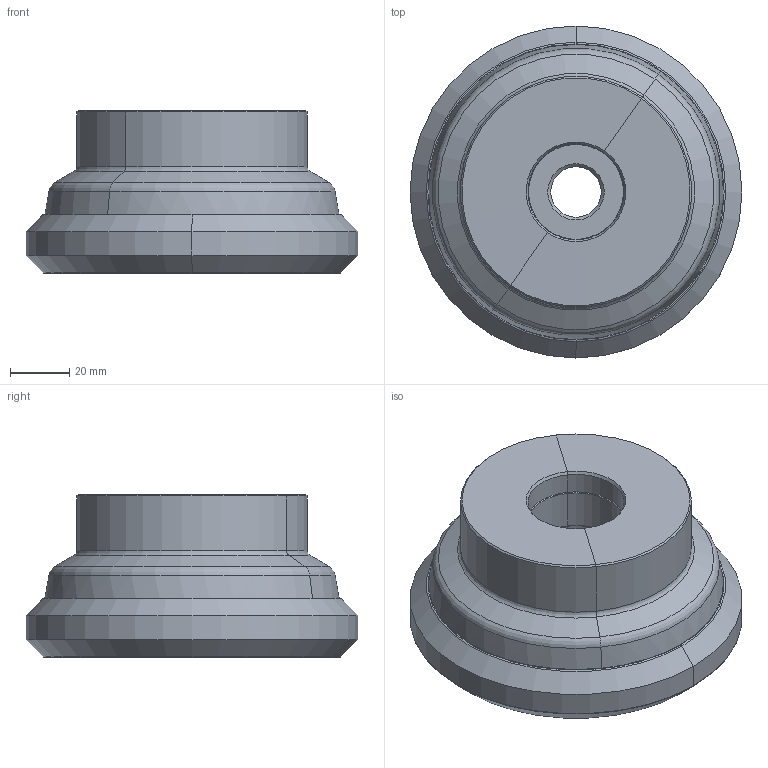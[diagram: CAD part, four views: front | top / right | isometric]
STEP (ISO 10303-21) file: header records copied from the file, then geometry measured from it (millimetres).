
FILE_DESCRIPTION((''),'2;1');
FILE_NAME('607041097-000-00-E43','2020-08-28T08:37:24',('korna'),(''),'CREO PARAMETRIC BY PTC INC, 2019030','CREO PARAMETRIC BY PTC INC, 2019030','');
FILE_SCHEMA(('AP242_MANAGED_MODEL_BASED_3D_ENGINEERING_MIM_LF { 1 0 10303 442 1 1 4 }'));
Length unit declared in the file: millimetre
Products named in the file (1): 607041097-000-00-E43
Bounding box: 112.02 x 112.02 x 55 mm (x, y, z)
Volume: 323943.1 mm3; surface area: 36764.9 mm2
Topology: 1 solids, 1 shells, 72 faces, 578 edges, 833 vertices
Faces by surface type: cone 30, cylinder 16, torus 16, plane 6, revolution 4
Entity records: 5646 total; most frequent: CARTESIAN_POINT 1679, DIRECTION 624, ORIENTED_EDGE 292, PRESENTATION_STYLE_ASSIGNMENT 289, STYLED_ITEM 271, CURVE_STYLE 270, B_SPLINE_CURVE_WITH_KNOTS 254, AXIS2_PLACEMENT_3D 220
